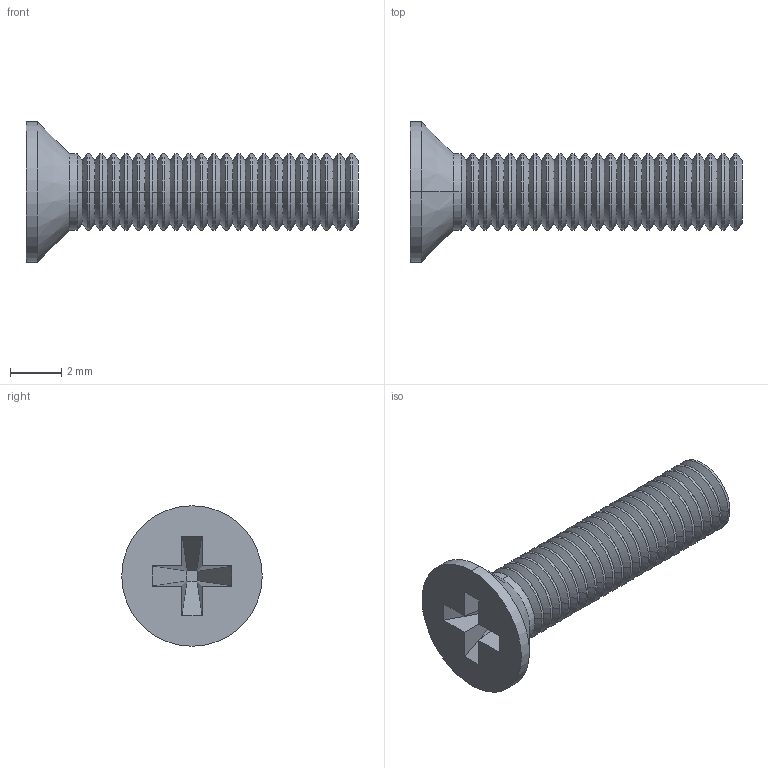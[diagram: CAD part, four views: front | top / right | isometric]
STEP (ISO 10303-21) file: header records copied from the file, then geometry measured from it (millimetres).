
FILE_DESCRIPTION (( 'STEP AP214' ), '1' );
FILE_NAME ('flat head screw_am.STEP', '2025-09-18T19:07:52', ( '' ), ( '' ), 'SwSTEP 2.0', 'SolidWorks 2024', '' );
FILE_SCHEMA (( 'AUTOMOTIVE_DESIGN' ));
Length unit declared in the file: millimetre
Products named in the file (1): flat head screw_am_B18.6.7M - M3 x 0.5 x 13 Type I Cross Recessed FHMS --13S
Bounding box: 13 x 5.5 x 5.5 mm (x, y, z)
Volume: 93.9 mm3; surface area: 226.1 mm2
Topology: 1 solids, 1 shells, 155 faces, 400 edges, 248 vertices
Faces by surface type: cone 92, cylinder 48, plane 15
Entity records: 4812 total; most frequent: DIRECTION 944, CARTESIAN_POINT 804, ORIENTED_EDGE 800, EDGE_CURVE 400, AXIS2_PLACEMENT_3D 388, VERTEX_POINT 248, CIRCLE 232, LINE 168
